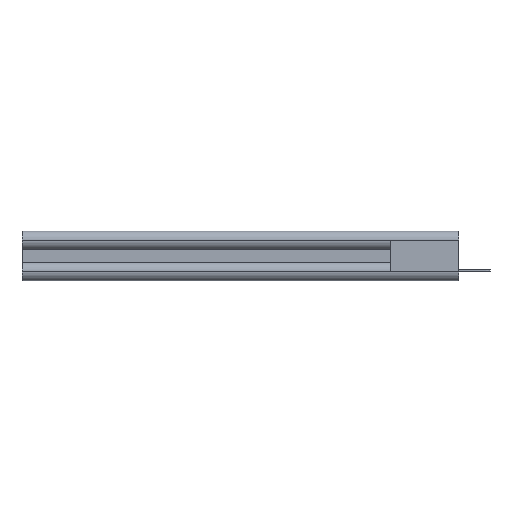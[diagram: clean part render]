
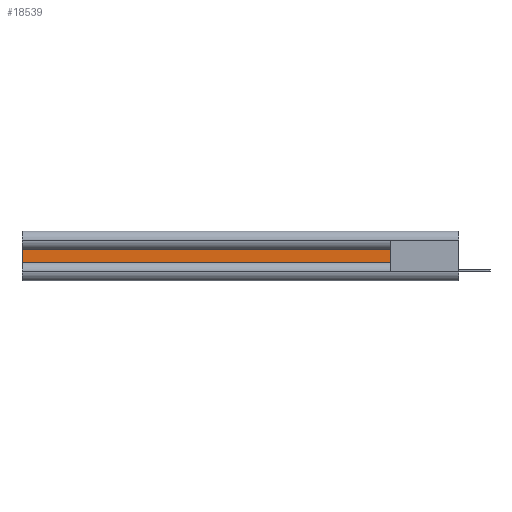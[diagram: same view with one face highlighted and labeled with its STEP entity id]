
A CAD part, left-side view. The second image highlights one B-rep face of the part: STEP entity #18539.
In plain terms, the highlighted planar face has unit normal (-1, 0, 0).
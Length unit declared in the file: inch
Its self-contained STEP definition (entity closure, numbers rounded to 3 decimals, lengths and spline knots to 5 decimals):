
#566 = VECTOR ( 'NONE', #2751, 39.37008 ) ;
#990 = CARTESIAN_POINT ( 'NONE',  ( 0.044, 0.473, 0.0465 ) ) ;
#1560 = CARTESIAN_POINT ( 'NONE',  ( 0.044, 3., 0.0465 ) ) ;
#2751 = DIRECTION ( 'NONE',  ( 0., 1., 0. ) ) ;
#3079 = DIRECTION ( 'NONE',  ( 1., 0., 0. ) ) ;
#3173 = VECTOR ( 'NONE', #7326, 39.37008 ) ;
#3776 = LINE ( 'NONE', #8413, #3173 ) ;
#4542 = DIRECTION ( 'NONE',  ( 0., 0., -1. ) ) ;
#5304 = LINE ( 'NONE', #15660, #10267 ) ;
#5513 = EDGE_LOOP ( 'NONE', ( #21833, #5989, #22342, #11726 ) ) ;
#5989 = ORIENTED_EDGE ( 'NONE', *, *, #13363, .T. ) ;
#6754 = CARTESIAN_POINT ( 'NONE',  ( 0.044, 0.37012, -0.0465 ) ) ;
#7326 = DIRECTION ( 'NONE',  ( 0., 0., -1. ) ) ;
#8413 = CARTESIAN_POINT ( 'NONE',  ( 0.044, 0.473, -0.0465 ) ) ;
#9758 = EDGE_CURVE ( 'NONE', #18474, #19306, #3776, .T. ) ;
#10267 = VECTOR ( 'NONE', #4542, 39.37008 ) ;
#11726 = ORIENTED_EDGE ( 'NONE', *, *, #9758, .F. ) ;
#13363 = EDGE_CURVE ( 'NONE', #16806, #16274, #5304, .T. ) ;
#13895 = CARTESIAN_POINT ( 'NONE',  ( 0.044, 0.37012, 0.0465 ) ) ;
#14225 = PLANE ( 'NONE',  #16907 ) ;
#14872 = CARTESIAN_POINT ( 'NONE',  ( 0.044, 3., -0.0465 ) ) ;
#15660 = CARTESIAN_POINT ( 'NONE',  ( 0.044, 3., -0.0465 ) ) ;
#16044 = DIRECTION ( 'NONE',  ( 0., 0., -1. ) ) ;
#16274 = VERTEX_POINT ( 'NONE', #14872 ) ;
#16691 = EDGE_CURVE ( 'NONE', #19306, #16274, #21913, .T. ) ;
#16806 = VERTEX_POINT ( 'NONE', #1560 ) ;
#16907 = AXIS2_PLACEMENT_3D ( 'NONE', #21349, #3079, #16044 ) ;
#18474 = VERTEX_POINT ( 'NONE', #990 ) ;
#18539 = ADVANCED_FACE ( 'NONE', ( #19049 ), #14225, .F. ) ;
#18910 = EDGE_CURVE ( 'NONE', #18474, #16806, #20116, .T. ) ;
#19049 = FACE_OUTER_BOUND ( 'NONE', #5513, .T. ) ;
#19306 = VERTEX_POINT ( 'NONE', #22267 ) ;
#19629 = DIRECTION ( 'NONE',  ( 0., 1., 0. ) ) ;
#20116 = LINE ( 'NONE', #13895, #566 ) ;
#21349 = CARTESIAN_POINT ( 'NONE',  ( 0.044, 0.37012, -0.0465 ) ) ;
#21833 = ORIENTED_EDGE ( 'NONE', *, *, #18910, .T. ) ;
#21913 = LINE ( 'NONE', #6754, #22484 ) ;
#22267 = CARTESIAN_POINT ( 'NONE',  ( 0.044, 0.473, -0.0465 ) ) ;
#22342 = ORIENTED_EDGE ( 'NONE', *, *, #16691, .F. ) ;
#22484 = VECTOR ( 'NONE', #19629, 39.37008 ) ;
